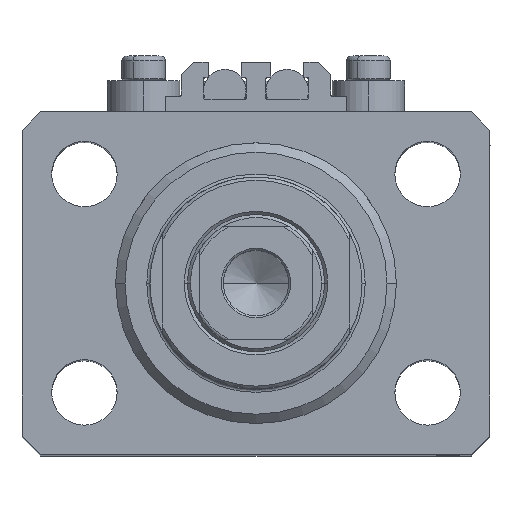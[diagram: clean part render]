
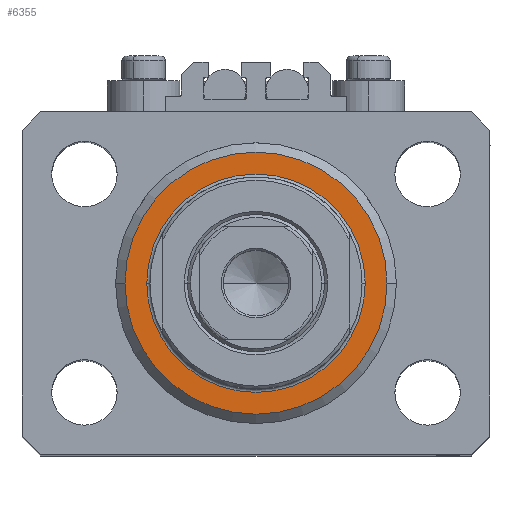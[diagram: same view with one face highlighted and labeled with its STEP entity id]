
A CAD part, top view. The second image highlights one B-rep face of the part: STEP entity #6355.
In plain terms, the highlighted face is planar.
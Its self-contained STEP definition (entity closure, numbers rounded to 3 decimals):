
#95 = EDGE_CURVE ( 'NONE', #16446, #22709, #41174, .T. ) ;
#1336 = AXIS2_PLACEMENT_3D ( 'NONE', #17367, #10057, #24924 ) ;
#4025 = DIRECTION ( 'NONE',  ( 1., 0., 0. ) ) ;
#4494 = AXIS2_PLACEMENT_3D ( 'NONE', #22274, #44932, #4025 ) ;
#6355 = ADVANCED_FACE ( 'NONE', ( #43589, #33099 ), #10689, .F. ) ;
#10057 = DIRECTION ( 'NONE',  ( 0., 0., -1. ) ) ;
#10689 = PLANE ( 'NONE',  #29607 ) ;
#11169 = CARTESIAN_POINT ( 'NONE',  ( 0., 0., 0. ) ) ;
#11346 = DIRECTION ( 'NONE',  ( 0., 0., 1. ) ) ;
#12950 = VERTEX_POINT ( 'NONE', #45349 ) ;
#15144 = EDGE_CURVE ( 'NONE', #29186, #12950, #45286, .T. ) ;
#15362 = CIRCLE ( 'NONE', #4494, 17.5 ) ;
#16416 = CARTESIAN_POINT ( 'NONE',  ( 21., 0., 0. ) ) ;
#16446 = VERTEX_POINT ( 'NONE', #29332 ) ;
#17367 = CARTESIAN_POINT ( 'NONE',  ( 0., 0., 0. ) ) ;
#18809 = AXIS2_PLACEMENT_3D ( 'NONE', #27930, #39376, #31351 ) ;
#20150 = ORIENTED_EDGE ( 'NONE', *, *, #40675, .T. ) ;
#22274 = CARTESIAN_POINT ( 'NONE',  ( 0., 0., 0. ) ) ;
#22659 = CARTESIAN_POINT ( 'NONE',  ( -17.5, 0., 0. ) ) ;
#22709 = VERTEX_POINT ( 'NONE', #22659 ) ;
#24924 = DIRECTION ( 'NONE',  ( 1., 0., 0. ) ) ;
#26024 = DIRECTION ( 'NONE',  ( 1., 0., 0. ) ) ;
#26802 = ORIENTED_EDGE ( 'NONE', *, *, #39067, .T. ) ;
#27930 = CARTESIAN_POINT ( 'NONE',  ( 0., 0., 0. ) ) ;
#29186 = VERTEX_POINT ( 'NONE', #16416 ) ;
#29332 = CARTESIAN_POINT ( 'NONE',  ( 17.5, 0., 0. ) ) ;
#29452 = DIRECTION ( 'NONE',  ( 0., 0., 1. ) ) ;
#29607 = AXIS2_PLACEMENT_3D ( 'NONE', #11169, #29452, #26024 ) ;
#31295 = ORIENTED_EDGE ( 'NONE', *, *, #95, .T. ) ;
#31351 = DIRECTION ( 'NONE',  ( 1., 0., 0. ) ) ;
#32622 = AXIS2_PLACEMENT_3D ( 'NONE', #44722, #11346, #41070 ) ;
#33099 = FACE_OUTER_BOUND ( 'NONE', #41217, .T. ) ;
#33417 = EDGE_LOOP ( 'NONE', ( #31295, #20150 ) ) ;
#37979 = CIRCLE ( 'NONE', #1336, 21. ) ;
#39067 = EDGE_CURVE ( 'NONE', #12950, #29186, #37979, .T. ) ;
#39376 = DIRECTION ( 'NONE',  ( 0., 0., -1. ) ) ;
#40675 = EDGE_CURVE ( 'NONE', #22709, #16446, #15362, .T. ) ;
#40987 = ORIENTED_EDGE ( 'NONE', *, *, #15144, .T. ) ;
#41070 = DIRECTION ( 'NONE',  ( 1., 0., 0. ) ) ;
#41174 = CIRCLE ( 'NONE', #32622, 17.5 ) ;
#41217 = EDGE_LOOP ( 'NONE', ( #40987, #26802 ) ) ;
#43589 = FACE_BOUND ( 'NONE', #33417, .T. ) ;
#44722 = CARTESIAN_POINT ( 'NONE',  ( 0., 0., 0. ) ) ;
#44932 = DIRECTION ( 'NONE',  ( 0., 0., 1. ) ) ;
#45286 = CIRCLE ( 'NONE', #18809, 21. ) ;
#45349 = CARTESIAN_POINT ( 'NONE',  ( -21., 0., 0. ) ) ;
